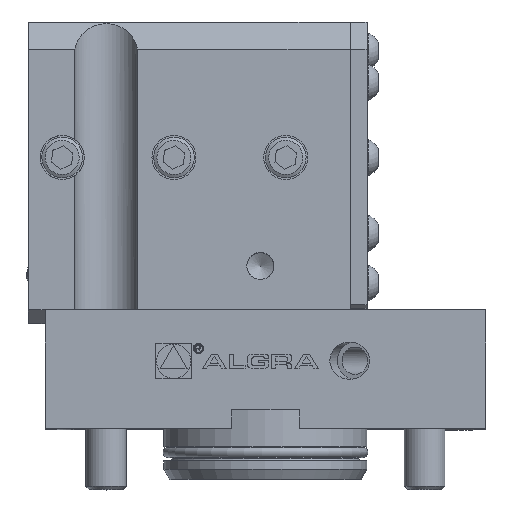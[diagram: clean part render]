
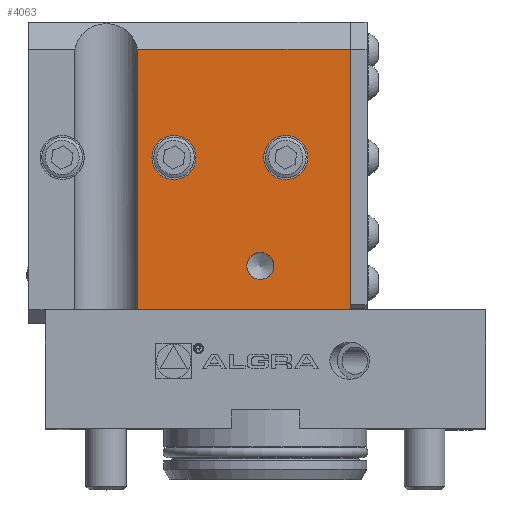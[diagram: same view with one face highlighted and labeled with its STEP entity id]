
A CAD part, top view. The second image highlights one B-rep face of the part: STEP entity #4063.
In plain terms, the highlighted planar face has unit normal (0, 0, 1).
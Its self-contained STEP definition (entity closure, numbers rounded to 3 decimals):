
#419 = EDGE_CURVE ( 'NONE', #8236, #8236, #13572, .T. ) ;
#667 = CIRCLE ( 'NONE', #841, 6.5 ) ;
#841 = AXIS2_PLACEMENT_3D ( 'NONE', #14959, #13768, #10433 ) ;
#1159 = LINE ( 'NONE', #2243, #13702 ) ;
#2152 = FACE_OUTER_BOUND ( 'NONE', #14686, .T. ) ;
#2163 = CARTESIAN_POINT ( 'NONE',  ( -20.5, 80., 40. ) ) ;
#2243 = CARTESIAN_POINT ( 'NONE',  ( -65., 112., 40. ) ) ;
#2284 = CARTESIAN_POINT ( 'NONE',  ( 6., 80., 40. ) ) ;
#2532 = EDGE_CURVE ( 'Bordo25', #9414, #5293, #11535, .T. ) ;
#2852 = CARTESIAN_POINT ( 'NONE',  ( -65., 112., 40. ) ) ;
#2895 = CARTESIAN_POINT ( 'NONE',  ( 65., 35., 40. ) ) ;
#2915 = EDGE_LOOP ( 'NONE', ( #11462 ) ) ;
#3186 = CARTESIAN_POINT ( 'NONE',  ( 25., 112., 40. ) ) ;
#3302 = ORIENTED_EDGE ( 'NONE', *, *, #419, .F. ) ;
#4063 = ADVANCED_FACE ( 'Faccia23', ( #5993, #10351, #14660, #2152 ), #9979, .T. ) ;
#4250 = DIRECTION ( 'NONE',  ( -1., 0., 0. ) ) ;
#4546 = CARTESIAN_POINT ( 'NONE',  ( 12.5, 80., 40. ) ) ;
#4572 = DIRECTION ( 'NONE',  ( -1., 0., 0. ) ) ;
#4686 = ORIENTED_EDGE ( 'NONE', *, *, #8091, .F. ) ;
#5293 = VERTEX_POINT ( 'NONE', #14303 ) ;
#5609 = VECTOR ( 'NONE', #14412, 1000. ) ;
#5966 = LINE ( 'NONE', #13262, #5609 ) ;
#5993 = FACE_BOUND ( 'NONE', #14387, .T. ) ;
#6155 = EDGE_CURVE ( 'NONE', #5293, #10434, #5966, .T. ) ;
#6325 = DIRECTION ( 'NONE',  ( 1., 0., 0. ) ) ;
#6353 = VERTEX_POINT ( 'NONE', #2163 ) ;
#6417 = DIRECTION ( 'NONE',  ( 0., 0., 1. ) ) ;
#6703 = LINE ( 'NONE', #12496, #8919 ) ;
#7209 = ORIENTED_EDGE ( 'NONE', *, *, #13317, .T. ) ;
#7227 = CARTESIAN_POINT ( 'NONE',  ( 2.5, 48., 40. ) ) ;
#8091 = EDGE_CURVE ( 'NONE', #13187, #9414, #6703, .T. ) ;
#8188 = DIRECTION ( 'NONE',  ( 0., 0., 1. ) ) ;
#8236 = VERTEX_POINT ( 'NONE', #7227 ) ;
#8356 = CIRCLE ( 'NONE', #11127, 6.5 ) ;
#8576 = CARTESIAN_POINT ( 'NONE',  ( 25., 35., 40. ) ) ;
#8823 = EDGE_CURVE ( 'NONE', #10532, #10532, #8356, .T. ) ;
#8919 = VECTOR ( 'NONE', #9975, 1000. ) ;
#9044 = EDGE_CURVE ( 'NONE', #6353, #6353, #667, .T. ) ;
#9414 = VERTEX_POINT ( 'NONE', #8576 ) ;
#9628 = AXIS2_PLACEMENT_3D ( 'NONE', #9786, #12105, #6325 ) ;
#9786 = CARTESIAN_POINT ( 'NONE',  ( -1.5, 48., 40. ) ) ;
#9975 = DIRECTION ( 'NONE',  ( 0., -1., 0. ) ) ;
#9979 = PLANE ( 'NONE',  #11555 ) ;
#10145 = ORIENTED_EDGE ( 'NONE', *, *, #6155, .F. ) ;
#10257 = ORIENTED_EDGE ( 'NONE', *, *, #9044, .F. ) ;
#10351 = FACE_BOUND ( 'NONE', #12359, .T. ) ;
#10433 = DIRECTION ( 'NONE',  ( 1., 0., 0. ) ) ;
#10434 = VERTEX_POINT ( 'NONE', #12824 ) ;
#10532 = VERTEX_POINT ( 'NONE', #4546 ) ;
#10864 = ORIENTED_EDGE ( 'NONE', *, *, #2532, .F. ) ;
#11127 = AXIS2_PLACEMENT_3D ( 'NONE', #2284, #8188, #13906 ) ;
#11462 = ORIENTED_EDGE ( 'NONE', *, *, #8823, .F. ) ;
#11535 = LINE ( 'NONE', #2895, #12464 ) ;
#11555 = AXIS2_PLACEMENT_3D ( 'NONE', #2852, #6417, #14447 ) ;
#12105 = DIRECTION ( 'NONE',  ( 0., 0., 1. ) ) ;
#12359 = EDGE_LOOP ( 'NONE', ( #10257 ) ) ;
#12464 = VECTOR ( 'NONE', #4250, 1000. ) ;
#12496 = CARTESIAN_POINT ( 'NONE',  ( 25., 120., 40. ) ) ;
#12824 = CARTESIAN_POINT ( 'NONE',  ( -37.713, 112., 40. ) ) ;
#13187 = VERTEX_POINT ( 'NONE', #3186 ) ;
#13262 = CARTESIAN_POINT ( 'NONE',  ( -37.713, 120., 40. ) ) ;
#13317 = EDGE_CURVE ( 'Bordo27', #13187, #10434, #1159, .T. ) ;
#13572 = CIRCLE ( 'NONE', #9628, 4. ) ;
#13702 = VECTOR ( 'NONE', #4572, 1000. ) ;
#13768 = DIRECTION ( 'NONE',  ( 0., 0., 1. ) ) ;
#13906 = DIRECTION ( 'NONE',  ( 1., 0., 0. ) ) ;
#14303 = CARTESIAN_POINT ( 'NONE',  ( -37.713, 35., 40. ) ) ;
#14387 = EDGE_LOOP ( 'NONE', ( #3302 ) ) ;
#14412 = DIRECTION ( 'NONE',  ( 0., 1., 0. ) ) ;
#14447 = DIRECTION ( 'NONE',  ( 0., -1., 0. ) ) ;
#14660 = FACE_BOUND ( 'NONE', #2915, .T. ) ;
#14686 = EDGE_LOOP ( 'NONE', ( #10145, #10864, #4686, #7209 ) ) ;
#14959 = CARTESIAN_POINT ( 'NONE',  ( -27., 80., 40. ) ) ;
